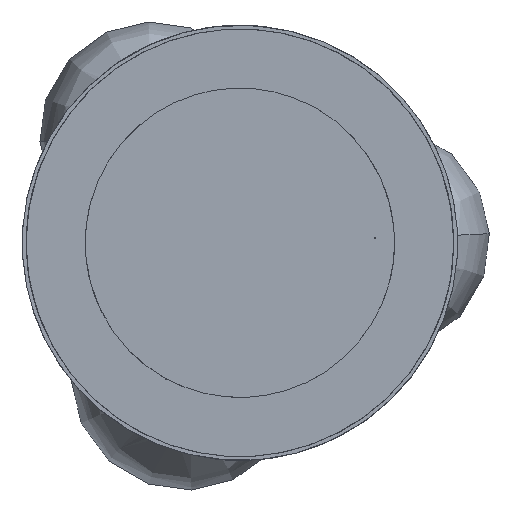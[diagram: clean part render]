
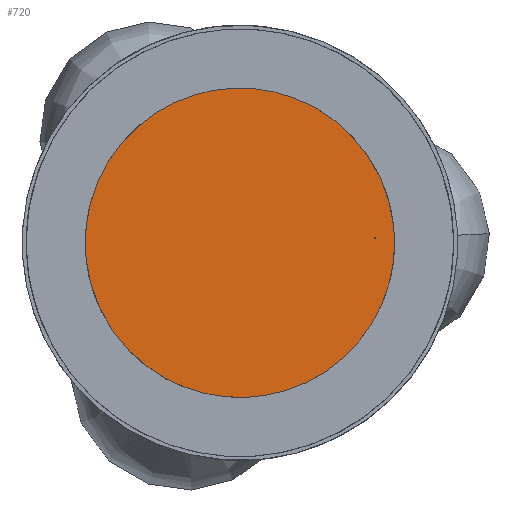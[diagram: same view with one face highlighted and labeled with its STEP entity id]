
A CAD part, top view. The second image highlights one B-rep face of the part: STEP entity #720.
In plain terms, the highlighted planar face has unit normal (0, 0, 1).
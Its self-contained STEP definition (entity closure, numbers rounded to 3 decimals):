
#720=ADVANCED_FACE('',(#2506),#28985,.T.);
#2506=FACE_OUTER_BOUND('',#4292,.T.);
#4292=EDGE_LOOP('',(#6288,#6289));
#6288=ORIENTED_EDGE('',*,*,#16006,.T.);
#6289=ORIENTED_EDGE('',*,*,#16028,.T.);
#16006=EDGE_CURVE('',#25785,#25800,#25073,.T.);
#16028=EDGE_CURVE('',#25800,#25785,#25089,.T.);
#25073=(
BOUNDED_CURVE()
B_SPLINE_CURVE(2,(#34972,#34973,#34974,#34975,#34976),.UNSPECIFIED.,.F.,
 .F.)
B_SPLINE_CURVE_WITH_KNOTS((3,2,3),(0.,318.086,636.173),
 .UNSPECIFIED.)
CURVE()
GEOMETRIC_REPRESENTATION_ITEM()
RATIONAL_B_SPLINE_CURVE((1.,0.707,1.,0.707,1.))
REPRESENTATION_ITEM('')
);
#25089=(
BOUNDED_CURVE()
B_SPLINE_CURVE(2,(#35058,#35059,#35060,#35061,#35062),.UNSPECIFIED.,.F.,
 .F.)
B_SPLINE_CURVE_WITH_KNOTS((3,2,3),(636.173,954.259,1272.345),
 .UNSPECIFIED.)
CURVE()
GEOMETRIC_REPRESENTATION_ITEM()
RATIONAL_B_SPLINE_CURVE((1.,0.707,1.,0.707,1.))
REPRESENTATION_ITEM('')
);
#25785=VERTEX_POINT('',#34952);
#25800=VERTEX_POINT('',#34967);
#28985=PLANE('',#30523);
#30523=AXIS2_PLACEMENT_3D('',#34936,#32043,$);
#32043=DIRECTION('',(0.,0.,1.));
#34936=CARTESIAN_POINT('',(-224.82,-329.465,851.315));
#34952=CARTESIAN_POINT('',(201.355,-29.396,851.315));
#34967=CARTESIAN_POINT('',(-201.355,-72.395,851.315));
#34972=CARTESIAN_POINT('',(201.355,-29.396,851.315));
#34973=CARTESIAN_POINT('',(179.856,171.96,851.315));
#34974=CARTESIAN_POINT('',(-21.5,150.46,851.315));
#34975=CARTESIAN_POINT('',(-222.855,128.96,851.315));
#34976=CARTESIAN_POINT('',(-201.355,-72.395,851.315));
#35058=CARTESIAN_POINT('',(-201.355,-72.395,851.315));
#35059=CARTESIAN_POINT('',(-179.856,-273.751,851.315));
#35060=CARTESIAN_POINT('',(21.5,-252.251,851.315));
#35061=CARTESIAN_POINT('',(222.855,-230.751,851.315));
#35062=CARTESIAN_POINT('',(201.355,-29.396,851.315));
